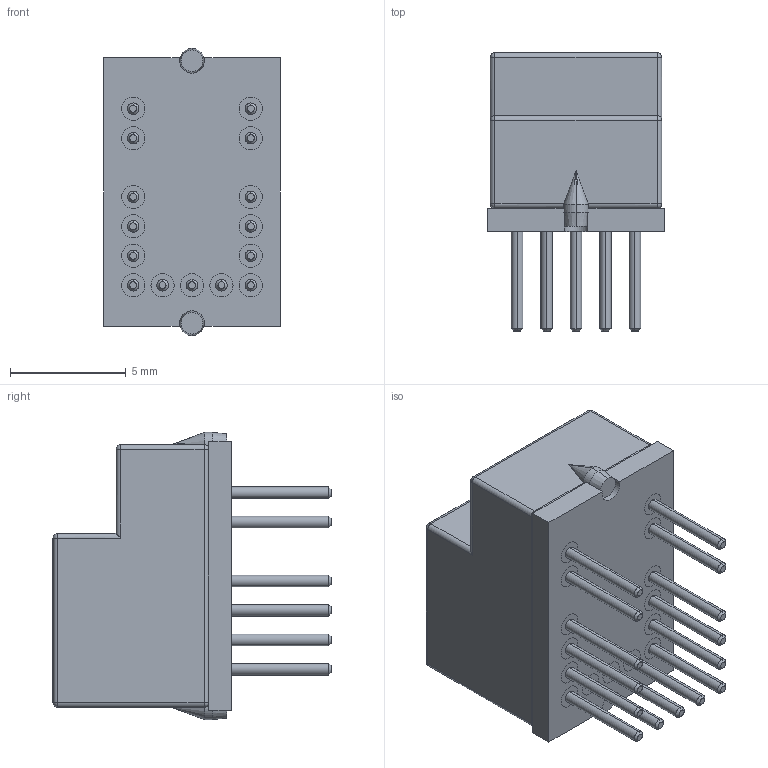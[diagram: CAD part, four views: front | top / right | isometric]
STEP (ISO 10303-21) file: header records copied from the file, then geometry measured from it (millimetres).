
FILE_DESCRIPTION (( 'STEP AP214' ), '1' );
FILE_NAME ('AFBR-S50LV85D.STEP', '2021-10-13T12:28:40', ( '' ), ( '' ), 'SwSTEP 2.0', 'SolidWorks 2017', '' );
FILE_SCHEMA (( 'AUTOMOTIVE_DESIGN' ));
Length unit declared in the file: millimetre
Products named in the file (1): AFBR-S50LV85D
Bounding box: 7.6 x 12 x 12.4 mm (x, y, z)
Volume: 552.9 mm3; surface area: 1002.3 mm2
Topology: 19 solids, 19 shells, 299 faces, 652 edges, 390 vertices
Faces by surface type: cylinder 140, plane 100, cone 38, sphere 10, torus 7, bspline 4
Entity records: 8369 total; most frequent: DIRECTION 1537, CARTESIAN_POINT 1446, ORIENTED_EDGE 1268, EDGE_CURVE 634, AXIS2_PLACEMENT_3D 625, VERTEX_POINT 390, EDGE_LOOP 346, CIRCLE 329
